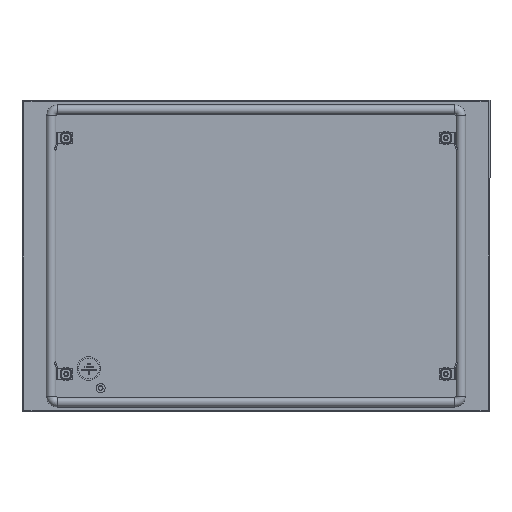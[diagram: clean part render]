
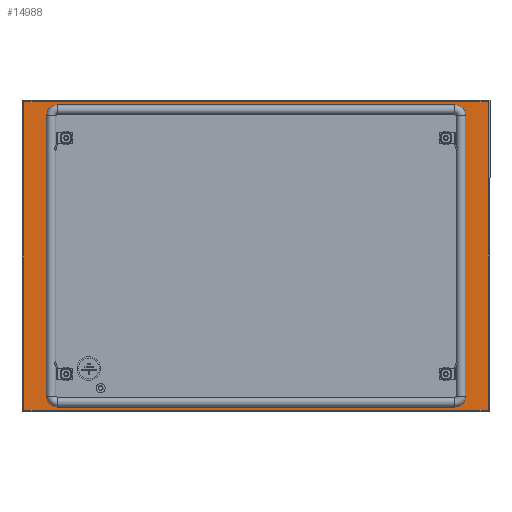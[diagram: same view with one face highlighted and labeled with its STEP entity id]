
A CAD part, left-side view. The second image highlights one B-rep face of the part: STEP entity #14988.
In plain terms, the highlighted planar face has unit normal (-1, 0, 0).
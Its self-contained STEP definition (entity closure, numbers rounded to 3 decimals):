
#3 = CARTESIAN_POINT ( 'NONE',  ( -2., 295.5, -196. ) ) ;
#62 = ORIENTED_EDGE ( 'NONE', *, *, #6357, .T. ) ;
#541 = AXIS2_PLACEMENT_3D ( 'NONE', #12529, #14273, #12835 ) ;
#627 = VERTEX_POINT ( 'NONE', #18987 ) ;
#840 = EDGE_CURVE ( 'NONE', #12628, #10532, #1620, .T. ) ;
#973 = DIRECTION ( 'NONE',  ( 1., 0., 0. ) ) ;
#987 = DIRECTION ( 'NONE',  ( 0., 0., -1. ) ) ;
#1514 = LINE ( 'NONE', #15679, #17497 ) ;
#1620 = CIRCLE ( 'NONE', #16475, 14. ) ;
#1663 = CARTESIAN_POINT ( 'NONE',  ( -2., -252.5, -192. ) ) ;
#1712 = EDGE_CURVE ( 'NONE', #3978, #16826, #1514, .T. ) ;
#2084 = VECTOR ( 'NONE', #19605, 1000. ) ;
#2157 = ORIENTED_EDGE ( 'NONE', *, *, #12861, .F. ) ;
#2234 = CARTESIAN_POINT ( 'NONE',  ( -2., 252.5, -192. ) ) ;
#2290 = CARTESIAN_POINT ( 'NONE',  ( -2., -252.5, 192. ) ) ;
#2311 = CIRCLE ( 'NONE', #11555, 14. ) ;
#2429 = LINE ( 'NONE', #18148, #20406 ) ;
#2521 = CARTESIAN_POINT ( 'NONE',  ( -2., -266.5, 178. ) ) ;
#2553 = ORIENTED_EDGE ( 'NONE', *, *, #10243, .T. ) ;
#3673 = CARTESIAN_POINT ( 'NONE',  ( -2., -295.5, 196. ) ) ;
#3807 = CIRCLE ( 'NONE', #541, 14. ) ;
#3978 = VERTEX_POINT ( 'NONE', #6408 ) ;
#4060 = DIRECTION ( 'NONE',  ( 0., -1., 0. ) ) ;
#4190 = CARTESIAN_POINT ( 'NONE',  ( -2., 252.5, 192. ) ) ;
#4247 = CARTESIAN_POINT ( 'NONE',  ( -2., 252.5, 178. ) ) ;
#4481 = AXIS2_PLACEMENT_3D ( 'NONE', #4247, #10556, #16877 ) ;
#4494 = ORIENTED_EDGE ( 'NONE', *, *, #12620, .T. ) ;
#4971 = VECTOR ( 'NONE', #8293, 1000. ) ;
#5356 = ORIENTED_EDGE ( 'NONE', *, *, #8639, .T. ) ;
#5717 = VECTOR ( 'NONE', #18955, 1000. ) ;
#5723 = DIRECTION ( 'NONE',  ( 0., 0., -1. ) ) ;
#5787 = CARTESIAN_POINT ( 'NONE',  ( -2., -252.5, 192. ) ) ;
#5945 = VERTEX_POINT ( 'NONE', #9368 ) ;
#6017 = DIRECTION ( 'NONE',  ( 0., -1., 0. ) ) ;
#6145 = PLANE ( 'NONE',  #14072 ) ;
#6357 = EDGE_CURVE ( 'NONE', #627, #9115, #2429, .T. ) ;
#6408 = CARTESIAN_POINT ( 'NONE',  ( -2., 266.5, -178. ) ) ;
#6576 = VECTOR ( 'NONE', #15665, 1000. ) ;
#6776 = EDGE_LOOP ( 'NONE', ( #9296, #11478, #62, #5356 ) ) ;
#7113 = CIRCLE ( 'NONE', #4481, 14. ) ;
#7179 = DIRECTION ( 'NONE',  ( -1., 0., 0. ) ) ;
#7292 = LINE ( 'NONE', #13602, #8823 ) ;
#7698 = LINE ( 'NONE', #10996, #6576 ) ;
#7736 = ORIENTED_EDGE ( 'NONE', *, *, #840, .F. ) ;
#7999 = DIRECTION ( 'NONE',  ( 0., 1., 0. ) ) ;
#8293 = DIRECTION ( 'NONE',  ( 0., 1., 0. ) ) ;
#8303 = VERTEX_POINT ( 'NONE', #3673 ) ;
#8534 = CARTESIAN_POINT ( 'NONE',  ( -2., 266.5, 178. ) ) ;
#8639 = EDGE_CURVE ( 'NONE', #9115, #5945, #7698, .T. ) ;
#8823 = VECTOR ( 'NONE', #5723, 1000. ) ;
#9020 = CARTESIAN_POINT ( 'NONE',  ( -2., -252.5, -178. ) ) ;
#9115 = VERTEX_POINT ( 'NONE', #3 ) ;
#9296 = ORIENTED_EDGE ( 'NONE', *, *, #10815, .T. ) ;
#9368 = CARTESIAN_POINT ( 'NONE',  ( -2., -295.5, -196. ) ) ;
#9432 = CARTESIAN_POINT ( 'NONE',  ( -2., -252.5, -192. ) ) ;
#9687 = CARTESIAN_POINT ( 'NONE',  ( -2., 0., 196. ) ) ;
#9752 = FACE_OUTER_BOUND ( 'NONE', #6776, .T. ) ;
#10241 = LINE ( 'NONE', #2290, #4971 ) ;
#10243 = EDGE_CURVE ( 'NONE', #19195, #15645, #13796, .T. ) ;
#10532 = VERTEX_POINT ( 'NONE', #5787 ) ;
#10556 = DIRECTION ( 'NONE',  ( -1., 0., 0. ) ) ;
#10815 = EDGE_CURVE ( 'NONE', #5945, #8303, #14752, .T. ) ;
#10996 = CARTESIAN_POINT ( 'NONE',  ( -2., 0., -196. ) ) ;
#11014 = DIRECTION ( 'NONE',  ( 0., 0., 1. ) ) ;
#11478 = ORIENTED_EDGE ( 'NONE', *, *, #14750, .T. ) ;
#11555 = AXIS2_PLACEMENT_3D ( 'NONE', #9020, #973, #6017 ) ;
#11796 = ORIENTED_EDGE ( 'NONE', *, *, #15856, .T. ) ;
#11821 = VERTEX_POINT ( 'NONE', #14993 ) ;
#12411 = ORIENTED_EDGE ( 'NONE', *, *, #19148, .F. ) ;
#12529 = CARTESIAN_POINT ( 'NONE',  ( -2., 252.5, -178. ) ) ;
#12620 = EDGE_CURVE ( 'NONE', #11821, #19195, #2311, .T. ) ;
#12628 = VERTEX_POINT ( 'NONE', #2521 ) ;
#12835 = DIRECTION ( 'NONE',  ( 0., 0., -1. ) ) ;
#12861 = EDGE_CURVE ( 'NONE', #10532, #18339, #10241, .T. ) ;
#13602 = CARTESIAN_POINT ( 'NONE',  ( -2., -266.5, 0. ) ) ;
#13796 = LINE ( 'NONE', #9432, #5717 ) ;
#14072 = AXIS2_PLACEMENT_3D ( 'NONE', #18875, #14120, #7999 ) ;
#14120 = DIRECTION ( 'NONE',  ( 1., 0., 0. ) ) ;
#14273 = DIRECTION ( 'NONE',  ( 1., 0., 0. ) ) ;
#14750 = EDGE_CURVE ( 'NONE', #8303, #627, #15911, .T. ) ;
#14752 = LINE ( 'NONE', #16207, #2084 ) ;
#14988 = ADVANCED_FACE ( 'NONE', ( #9752, #19081 ), #6145, .F. ) ;
#14993 = CARTESIAN_POINT ( 'NONE',  ( -2., -266.5, -178. ) ) ;
#15031 = CARTESIAN_POINT ( 'NONE',  ( -2., -252.5, 178. ) ) ;
#15366 = ORIENTED_EDGE ( 'NONE', *, *, #1712, .T. ) ;
#15645 = VERTEX_POINT ( 'NONE', #2234 ) ;
#15665 = DIRECTION ( 'NONE',  ( 0., -1., 0. ) ) ;
#15679 = CARTESIAN_POINT ( 'NONE',  ( -2., 266.5, -178. ) ) ;
#15856 = EDGE_CURVE ( 'NONE', #12628, #11821, #7292, .T. ) ;
#15911 = LINE ( 'NONE', #9687, #18485 ) ;
#16207 = CARTESIAN_POINT ( 'NONE',  ( -2., -295.5, 0. ) ) ;
#16475 = AXIS2_PLACEMENT_3D ( 'NONE', #15031, #7179, #4060 ) ;
#16826 = VERTEX_POINT ( 'NONE', #8534 ) ;
#16877 = DIRECTION ( 'NONE',  ( 0., 0., 1. ) ) ;
#17151 = DIRECTION ( 'NONE',  ( 0., 1., 0. ) ) ;
#17497 = VECTOR ( 'NONE', #11014, 1000. ) ;
#18148 = CARTESIAN_POINT ( 'NONE',  ( -2., 295.5, 0. ) ) ;
#18339 = VERTEX_POINT ( 'NONE', #4190 ) ;
#18485 = VECTOR ( 'NONE', #17151, 1000. ) ;
#18636 = EDGE_LOOP ( 'NONE', ( #7736, #11796, #4494, #2553, #19478, #15366, #12411, #2157 ) ) ;
#18875 = CARTESIAN_POINT ( 'NONE',  ( -2., 0., 0. ) ) ;
#18955 = DIRECTION ( 'NONE',  ( 0., 1., 0. ) ) ;
#18987 = CARTESIAN_POINT ( 'NONE',  ( -2., 295.5, 196. ) ) ;
#19081 = FACE_BOUND ( 'NONE', #18636, .T. ) ;
#19148 = EDGE_CURVE ( 'NONE', #18339, #16826, #7113, .T. ) ;
#19193 = EDGE_CURVE ( 'NONE', #15645, #3978, #3807, .T. ) ;
#19195 = VERTEX_POINT ( 'NONE', #1663 ) ;
#19478 = ORIENTED_EDGE ( 'NONE', *, *, #19193, .T. ) ;
#19605 = DIRECTION ( 'NONE',  ( 0., 0., 1. ) ) ;
#20406 = VECTOR ( 'NONE', #987, 1000. ) ;
